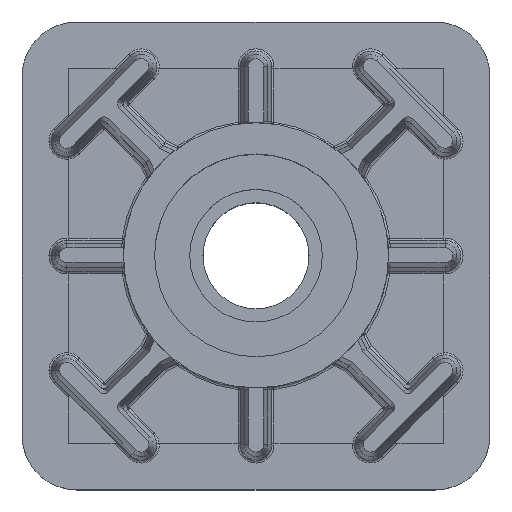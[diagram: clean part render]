
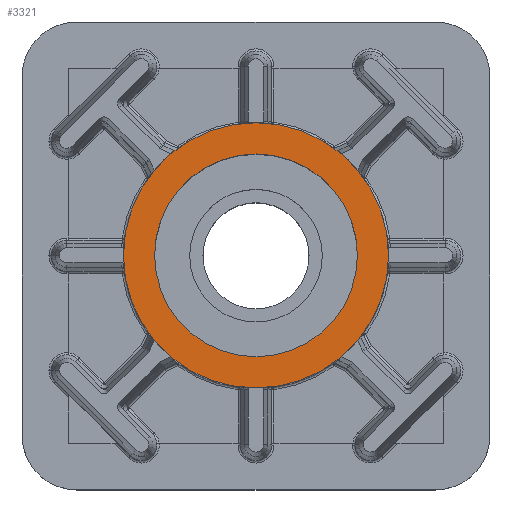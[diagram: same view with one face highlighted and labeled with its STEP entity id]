
A CAD part, top view. The second image highlights one B-rep face of the part: STEP entity #3321.
In plain terms, the highlighted planar face has unit normal (0, 0, 1).
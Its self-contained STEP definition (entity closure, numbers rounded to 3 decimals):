
#304 = DIRECTION ( 'NONE',  ( 0., 0., 1. ) ) ;
#1208 = EDGE_CURVE ( 'NONE', #13454, #12566, #6514, .T. ) ;
#2092 = CIRCLE ( 'NONE', #5213, 17. ) ;
#2135 = FACE_OUTER_BOUND ( 'NONE', #12584, .T. ) ;
#2326 = CARTESIAN_POINT ( 'NONE',  ( 0., 0., 55. ) ) ;
#2374 = AXIS2_PLACEMENT_3D ( 'NONE', #2570, #11134, #3871 ) ;
#2570 = CARTESIAN_POINT ( 'NONE',  ( 0., 0., 55. ) ) ;
#3172 = EDGE_LOOP ( 'NONE', ( #7759, #11223 ) ) ;
#3321 = ADVANCED_FACE ( 'NONE', ( #15422, #2135 ), #12091, .T. ) ;
#3513 = VERTEX_POINT ( 'NONE', #4119 ) ;
#3692 = CARTESIAN_POINT ( 'NONE',  ( -13., 0., 55. ) ) ;
#3828 = CARTESIAN_POINT ( 'NONE',  ( 17., 0., 55. ) ) ;
#3871 = DIRECTION ( 'NONE',  ( 1., 0., 0. ) ) ;
#4028 = EDGE_CURVE ( 'NONE', #3513, #9660, #7213, .T. ) ;
#4119 = CARTESIAN_POINT ( 'NONE',  ( 13., 0., 55. ) ) ;
#4351 = AXIS2_PLACEMENT_3D ( 'NONE', #2326, #4901, #13285 ) ;
#4646 = CARTESIAN_POINT ( 'NONE',  ( 0., 0., 55. ) ) ;
#4901 = DIRECTION ( 'NONE',  ( 0., 0., 1. ) ) ;
#4921 = EDGE_CURVE ( 'NONE', #12566, #13454, #2092, .T. ) ;
#5162 = AXIS2_PLACEMENT_3D ( 'NONE', #7871, #304, #9114 ) ;
#5213 = AXIS2_PLACEMENT_3D ( 'NONE', #4646, #13025, #5854 ) ;
#5429 = CARTESIAN_POINT ( 'NONE',  ( 0., 0., 55. ) ) ;
#5854 = DIRECTION ( 'NONE',  ( 1., 0., 0. ) ) ;
#6514 = CIRCLE ( 'NONE', #9893, 17. ) ;
#6646 = DIRECTION ( 'NONE',  ( 1., 0., 0. ) ) ;
#7213 = CIRCLE ( 'NONE', #2374, 13. ) ;
#7759 = ORIENTED_EDGE ( 'NONE', *, *, #8113, .F. ) ;
#7871 = CARTESIAN_POINT ( 'NONE',  ( 0., 0., 55. ) ) ;
#8007 = ORIENTED_EDGE ( 'NONE', *, *, #1208, .T. ) ;
#8113 = EDGE_CURVE ( 'NONE', #9660, #3513, #9418, .T. ) ;
#8900 = CARTESIAN_POINT ( 'NONE',  ( -17., 0., 55. ) ) ;
#9114 = DIRECTION ( 'NONE',  ( 1., 0., 0. ) ) ;
#9418 = CIRCLE ( 'NONE', #5162, 13. ) ;
#9660 = VERTEX_POINT ( 'NONE', #3692 ) ;
#9893 = AXIS2_PLACEMENT_3D ( 'NONE', #5429, #13798, #6646 ) ;
#11134 = DIRECTION ( 'NONE',  ( 0., 0., 1. ) ) ;
#11223 = ORIENTED_EDGE ( 'NONE', *, *, #4028, .F. ) ;
#12091 = PLANE ( 'NONE',  #4351 ) ;
#12566 = VERTEX_POINT ( 'NONE', #8900 ) ;
#12584 = EDGE_LOOP ( 'NONE', ( #15794, #8007 ) ) ;
#13025 = DIRECTION ( 'NONE',  ( 0., 0., 1. ) ) ;
#13285 = DIRECTION ( 'NONE',  ( 1., 0., 0. ) ) ;
#13454 = VERTEX_POINT ( 'NONE', #3828 ) ;
#13798 = DIRECTION ( 'NONE',  ( 0., 0., 1. ) ) ;
#15422 = FACE_BOUND ( 'NONE', #3172, .T. ) ;
#15794 = ORIENTED_EDGE ( 'NONE', *, *, #4921, .T. ) ;
